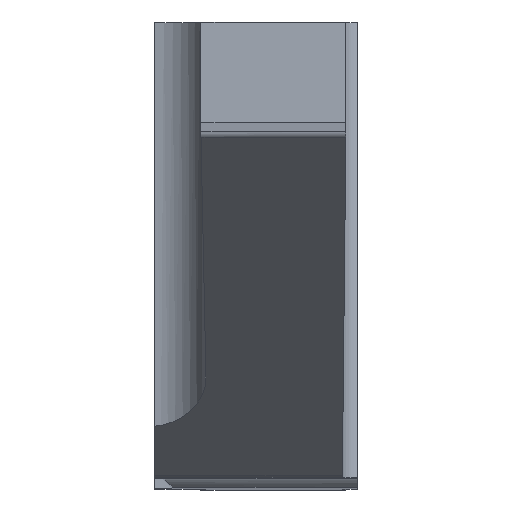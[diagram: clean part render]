
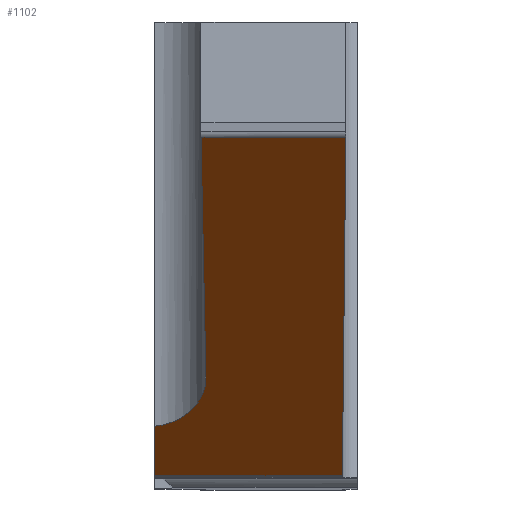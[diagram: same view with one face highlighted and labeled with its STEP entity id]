
A CAD part, top view. The second image highlights one B-rep face of the part: STEP entity #1102.
In plain terms, the highlighted planar face has unit normal (0, -0.766, 0.643).
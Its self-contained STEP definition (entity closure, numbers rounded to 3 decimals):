
#17 = LINE ( 'NONE', #103, #948 ) ;
#71 = VECTOR ( 'NONE', #136, 1000. ) ;
#75 = CARTESIAN_POINT ( 'NONE',  ( 0., 2.048, 19.969 ) ) ;
#81 = VECTOR ( 'NONE', #493, 1000. ) ;
#88 = DIRECTION ( 'NONE',  ( 1., 0., 0. ) ) ;
#103 = CARTESIAN_POINT ( 'NONE',  ( 0., -3.813, 12.984 ) ) ;
#110 = LINE ( 'NONE', #485, #81 ) ;
#113 = VERTEX_POINT ( 'NONE', #228 ) ;
#136 = DIRECTION ( 'NONE',  ( 0.007, 0.643, 0.766 ) ) ;
#184 = CARTESIAN_POINT ( 'NONE',  ( 3.3, 2.034, 19.952 ) ) ;
#228 = CARTESIAN_POINT ( 'NONE',  ( 0.801, 2.011, 19.925 ) ) ;
#234 = DIRECTION ( 'NONE',  ( 0., -0.643, -0.766 ) ) ;
#236 = DIRECTION ( 'NONE',  ( 0., -0.766, 0.643 ) ) ;
#239 = PLANE ( 'NONE',  #433 ) ;
#245 = ORIENTED_EDGE ( 'NONE', *, *, #706, .T. ) ;
#269 = ORIENTED_EDGE ( 'NONE', *, *, #1074, .T. ) ;
#304 = VECTOR ( 'NONE', #879, 1000. ) ;
#355 = ORIENTED_EDGE ( 'NONE', *, *, #960, .T. ) ;
#384 = CARTESIAN_POINT ( 'NONE',  ( 0.887, -2.112, 15.011 ) ) ;
#401 = ORIENTED_EDGE ( 'NONE', *, *, #903, .T. ) ;
#433 = AXIS2_PLACEMENT_3D ( 'NONE', #75, #236, #234 ) ;
#470 = CARTESIAN_POINT ( 'NONE',  ( 3.239, -3.813, 12.984 ) ) ;
#485 = CARTESIAN_POINT ( 'NONE',  ( 0., 2.048, 19.969 ) ) ;
#493 = DIRECTION ( 'NONE',  ( 0., -0.643, -0.766 ) ) ;
#534 = CARTESIAN_POINT ( 'NONE',  ( 0., -2.961, 14. ) ) ;
#535 = CARTESIAN_POINT ( 'NONE',  ( 0.539, -2.909, 14.061 ) ) ;
#551 = CARTESIAN_POINT ( 'NONE',  ( 0.887, -2.112, 15.011 ) ) ;
#586 = CARTESIAN_POINT ( 'NONE',  ( 0.897, -2.567, 14.469 ) ) ;
#596 = LINE ( 'NONE', #184, #71 ) ;
#628 = VECTOR ( 'NONE', #733, 1000. ) ;
#629 = VERTEX_POINT ( 'NONE', #811 ) ;
#694 = VERTEX_POINT ( 'NONE', #799 ) ;
#706 = EDGE_CURVE ( 'NONE', #113, #1065, #1137, .T. ) ;
#712 = EDGE_LOOP ( 'NONE', ( #1178, #1212, #269, #245, #401, #355 ) ) ;
#716 = CARTESIAN_POINT ( 'NONE',  ( 3.299, 2.011, 19.925 ) ) ;
#733 = DIRECTION ( 'NONE',  ( 0.013, -0.643, -0.766 ) ) ;
#746 = VERTEX_POINT ( 'NONE', #716 ) ;
#793 = CARTESIAN_POINT ( 'NONE',  ( 0.8, 2.055, 19.977 ) ) ;
#799 = CARTESIAN_POINT ( 'NONE',  ( 0., -2.961, 14. ) ) ;
#811 = CARTESIAN_POINT ( 'NONE',  ( 0., -3.813, 12.984 ) ) ;
#828 = LINE ( 'NONE', #886, #304 ) ;
#879 = DIRECTION ( 'NONE',  ( -1., 0., 0. ) ) ;
#886 = CARTESIAN_POINT ( 'NONE',  ( 0., 2.011, 19.925 ) ) ;
#903 = EDGE_CURVE ( 'NONE', #1065, #694, #1054, .T. ) ;
#948 = VECTOR ( 'NONE', #88, 1000. ) ;
#960 = EDGE_CURVE ( 'NONE', #694, #629, #110, .T. ) ;
#962 = FACE_OUTER_BOUND ( 'NONE', #712, .T. ) ;
#964 = VERTEX_POINT ( 'NONE', #470 ) ;
#1054 =( BOUNDED_CURVE ( )  B_SPLINE_CURVE ( 3, ( #551, #586, #535, #534 ),
 .UNSPECIFIED., .F., .F. ) 
 B_SPLINE_CURVE_WITH_KNOTS ( ( 4, 4 ),
 ( 1.553, 3.029 ),
 .UNSPECIFIED. ) 
 CURVE ( )  GEOMETRIC_REPRESENTATION_ITEM ( )  RATIONAL_B_SPLINE_CURVE ( ( 1., 0.827, 0.827, 1. ) ) 
 REPRESENTATION_ITEM ( '' )  );
#1065 = VERTEX_POINT ( 'NONE', #384 ) ;
#1074 = EDGE_CURVE ( 'NONE', #746, #113, #828, .T. ) ;
#1102 = ADVANCED_FACE ( 'NONE', ( #962 ), #239, .T. ) ;
#1137 = LINE ( 'NONE', #793, #628 ) ;
#1155 = EDGE_CURVE ( 'NONE', #964, #746, #596, .T. ) ;
#1170 = EDGE_CURVE ( 'NONE', #629, #964, #17, .T. ) ;
#1178 = ORIENTED_EDGE ( 'NONE', *, *, #1170, .T. ) ;
#1212 = ORIENTED_EDGE ( 'NONE', *, *, #1155, .T. ) ;
